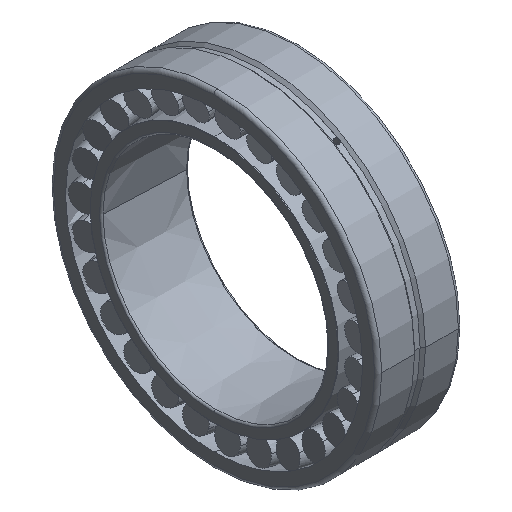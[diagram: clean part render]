
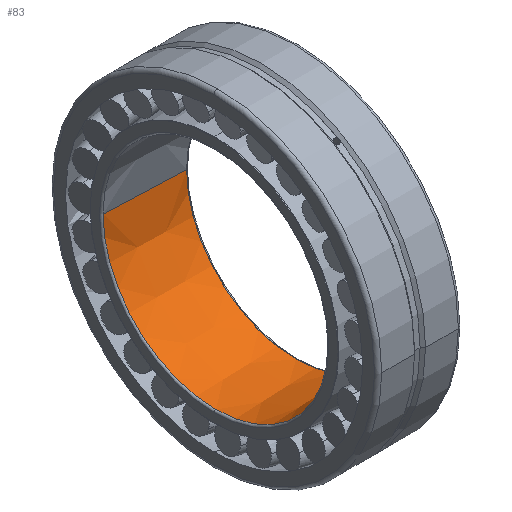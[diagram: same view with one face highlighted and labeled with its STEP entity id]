
A CAD part, isometric view. The second image highlights one B-rep face of the part: STEP entity #83.
In plain terms, the highlighted conical face has half-angle 2.386 degrees and reference radius 60.959 mm.
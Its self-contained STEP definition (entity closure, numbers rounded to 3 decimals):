
#83=ADVANCED_FACE('',(#467),#468,.F.);
#467=FACE_OUTER_BOUND('',#1322,.T.);
#468=CONICAL_SURFACE('',#1323,60.959,0.042);
#1322=EDGE_LOOP('',(#2255,#2256,#2257,#2258,#2259,#2260));
#1323=AXIS2_PLACEMENT_3D('',#2261,#2262,#2263);
#2255=ORIENTED_EDGE('',*,*,#5269,.T.);
#2256=ORIENTED_EDGE('',*,*,#5280,.F.);
#2257=ORIENTED_EDGE('',*,*,#5275,.F.);
#2258=ORIENTED_EDGE('',*,*,#5271,.T.);
#2259=ORIENTED_EDGE('',*,*,#5266,.T.);
#2260=ORIENTED_EDGE('',*,*,#5281,.T.);
#2261=CARTESIAN_POINT('',(22.958,0.0,0.0));
#2262=DIRECTION('',(-1.0,-0.0,-0.0));
#2263=DIRECTION('',(0.0,1.0,0.0));
#5266=EDGE_CURVE('',#6275,#6273,#6276,.T.);
#5269=EDGE_CURVE('',#6280,#6281,#6282,.T.);
#5271=EDGE_CURVE('',#6284,#6275,#6285,.T.);
#5275=EDGE_CURVE('',#6284,#6291,#6292,.T.);
#5280=EDGE_CURVE('',#6291,#6281,#6299,.T.);
#5281=EDGE_CURVE('',#6273,#6280,#6300,.T.);
#6273=VERTEX_POINT('',#7986);
#6275=VERTEX_POINT('',#7988);
#6276=CIRCLE('',#7989,60.043);
#6280=VERTEX_POINT('',#7993);
#6281=VERTEX_POINT('',#7994);
#6282=LINE('',#7995,#7996);
#6284=VERTEX_POINT('',#7998);
#6285=LINE('',#7999,#8000);
#6291=VERTEX_POINT('',#8006);
#6292=CIRCLE('',#8007,61.876);
#6299=CIRCLE('',#8014,61.876);
#6300=CIRCLE('',#8015,60.043);
#7986=CARTESIAN_POINT('',(44.958,0.,-60.043));
#7988=CARTESIAN_POINT('',(44.958,-60.043,0.));
#7989=AXIS2_PLACEMENT_3D('',#17068,#17069,#17070);
#7993=CARTESIAN_POINT('',(44.958,60.043,0.0));
#7994=CARTESIAN_POINT('',(0.958,61.876,0.0));
#7995=CARTESIAN_POINT('',(22.958,60.959,0.));
#7996=VECTOR('',#17077,1.0);
#7998=CARTESIAN_POINT('',(0.958,-61.876,0.));
#7999=CARTESIAN_POINT('',(22.958,-60.959,0.));
#8000=VECTOR('',#17081,1.0);
#8006=CARTESIAN_POINT('',(0.958,0.,-61.876));
#8007=AXIS2_PLACEMENT_3D('',#17091,#17092,#17093);
#8014=AXIS2_PLACEMENT_3D('',#17106,#17107,#17108);
#8015=AXIS2_PLACEMENT_3D('',#17109,#17110,#17111);
#17068=CARTESIAN_POINT('',(44.958,0.0,0.0));
#17069=DIRECTION('',(1.0,0.0,0.0));
#17070=DIRECTION('',(0.0,1.0,0.0));
#17077=DIRECTION('',(-0.999,0.042,0.));
#17081=DIRECTION('',(0.999,0.042,0.));
#17091=CARTESIAN_POINT('',(0.958,0.0,0.0));
#17092=DIRECTION('',(1.0,0.0,0.0));
#17093=DIRECTION('',(0.0,1.0,0.0));
#17106=CARTESIAN_POINT('',(0.958,0.0,0.0));
#17107=DIRECTION('',(1.0,0.0,0.0));
#17108=DIRECTION('',(0.0,1.0,0.0));
#17109=CARTESIAN_POINT('',(44.958,0.0,0.0));
#17110=DIRECTION('',(1.0,0.0,0.0));
#17111=DIRECTION('',(0.0,1.0,0.0));
